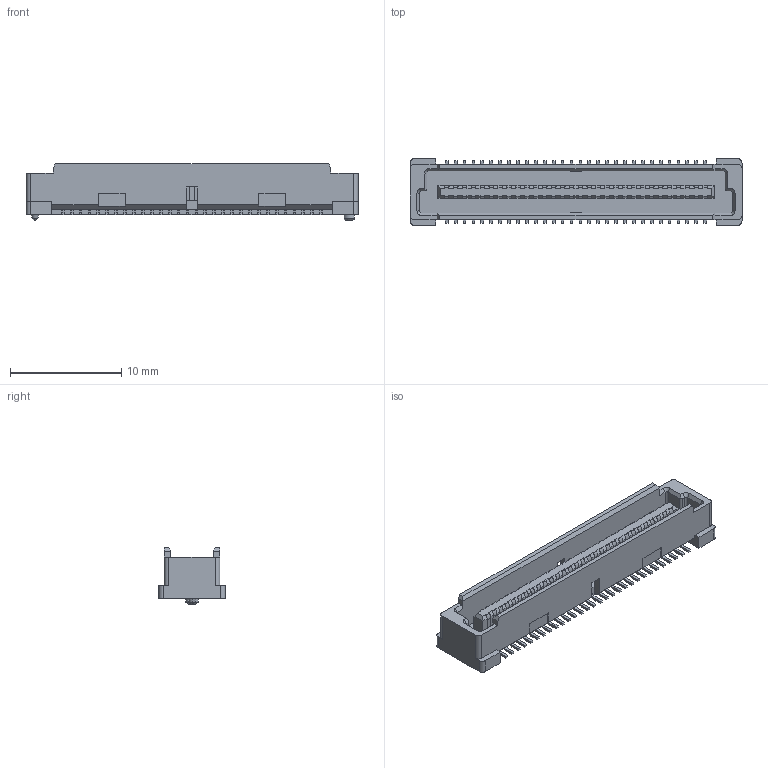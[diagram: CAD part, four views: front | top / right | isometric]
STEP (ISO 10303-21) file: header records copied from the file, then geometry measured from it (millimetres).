
FILE_DESCRIPTION((''),'2;1');
FILE_NAME('C-5177984-2','2015-08-13T',('workeradm'),('Tyco Electronics Ltd.'),'PRO/ENGINEER BY PARAMETRIC TECHNOLOGY CORPORATION, 2014090','PRO/ENGINEER BY PARAMETRIC TECHNOLOGY CORPORATION, 2014090','');
FILE_SCHEMA(('AUTOMOTIVE_DESIGN { 1 0 10303 214 1 1 1 1 }'));
Length unit declared in the file: millimetre
Products named in the file (1): C-5177984-2
Bounding box: 29.8 x 6 x 5.1 mm (x, y, z)
Volume: 358.6 mm3; surface area: 1091.7 mm2
Topology: 1 solids, 1 shells, 1205 faces, 3290 edges, 2146 vertices
Faces by surface type: plane 1055, cylinder 138, cone 12
Entity records: 37600 total; most frequent: CARTESIAN_POINT 6699, ORIENTED_EDGE 6580, DIRECTION 5980, EDGE_CURVE 3290, VECTOR 2994, LINE 2994, VERTEX_POINT 2146, AXIS2_PLACEMENT_3D 1493
